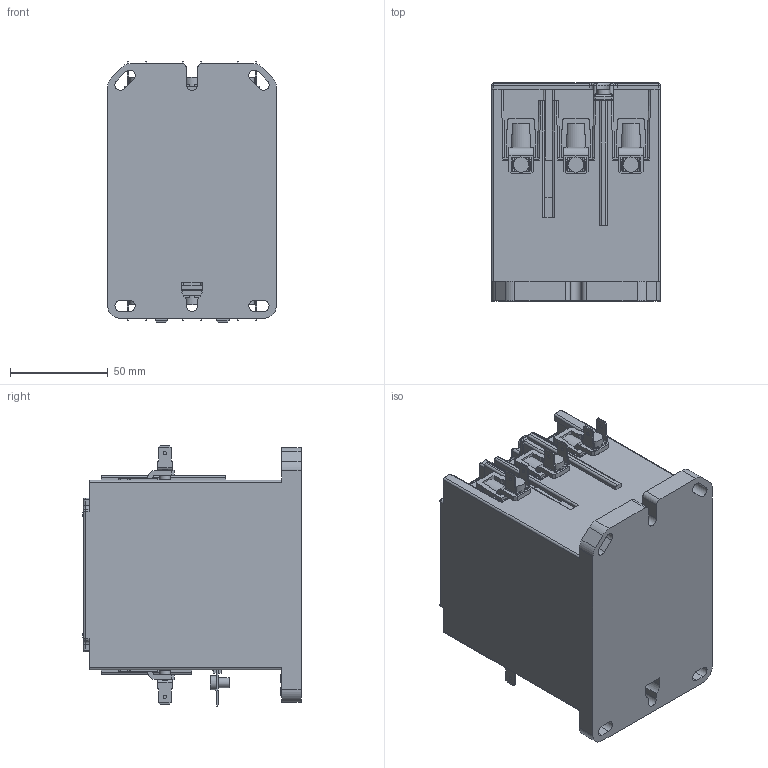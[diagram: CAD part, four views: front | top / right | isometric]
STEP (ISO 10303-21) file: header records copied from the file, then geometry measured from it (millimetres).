
FILE_DESCRIPTION(/* description */ (''),/* implementation_level */ '2;1');
FILE_NAME(/* name */ 'HCDY3XT09RD400.stp',/* time_stamp */ '2014-07-21T07:19:15-05:00',/* author */ ('MM'),/* organization */ (''),/* preprocessor_version */ 'ST-DEVELOPER v15.2',/* originating_system */ 'Autodesk Inventor 2014',/* authorisation */ '');
FILE_SCHEMA (('AUTOMOTIVE_DESIGN { 1 0 10303 214 3 1 1 }'));
Products named in the file (1): HCD_3-XMS
Bounding box: 86 x 111.35 x 133.08 mm (x, y, z)
Volume: 910190.9 mm3; surface area: 89027.5 mm2
Topology: 1 solids, 23 shells, 1732 faces, 4680 edges, 3050 vertices
Faces by surface type: plane 1064, cylinder 442, bspline 142, sphere 40, torus 36, cone 8
Full cylindrical faces by diameter (mm): 5.17 x2, 5.492 x6, 6.576 x4, 7.262 x2, 7.8 x6, 9.921 x6
Entity records: 59740 total; most frequent: CARTESIAN_POINT 15617, ORIENTED_EDGE 9200, DIRECTION 8145, EDGE_CURVE 4600, LINE 3201, VECTOR 3201, VERTEX_POINT 3022, AXIS2_PLACEMENT_3D 2472
